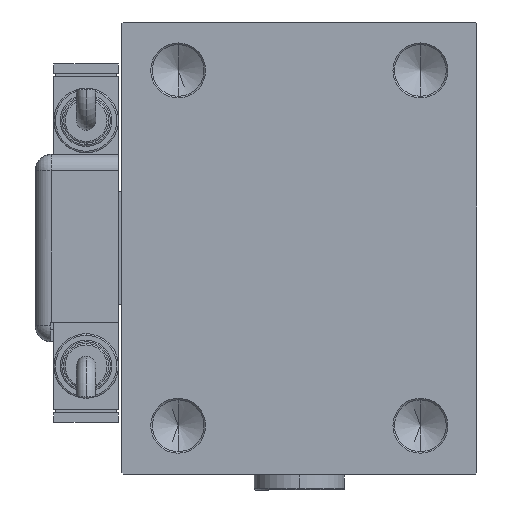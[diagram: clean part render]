
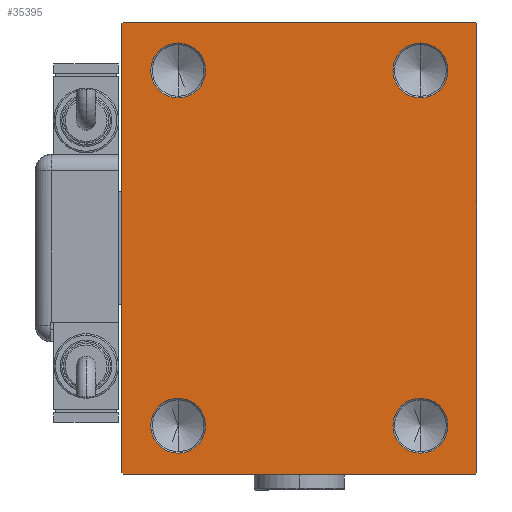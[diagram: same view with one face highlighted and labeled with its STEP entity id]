
A CAD part, left-side view. The second image highlights one B-rep face of the part: STEP entity #35395.
In plain terms, the highlighted face is planar.
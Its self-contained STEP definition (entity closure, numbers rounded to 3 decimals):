
#34 = DIRECTION ( 'NONE',  ( 1., 0., 0. ) ) ;
#258 = AXIS2_PLACEMENT_3D ( 'NONE', #14568, #19128, #4525 ) ;
#284 = CARTESIAN_POINT ( 'NONE',  ( 213., -54.5, -70. ) ) ;
#1335 = DIRECTION ( 'NONE',  ( 1., 0., 0. ) ) ;
#1514 = CIRCLE ( 'NONE', #46069, 8.5 ) ;
#1568 = CARTESIAN_POINT ( 'NONE',  ( 213., 37.5, -63.5 ) ) ;
#2885 = DIRECTION ( 'NONE',  ( 0., 0., -1. ) ) ;
#2984 = CIRCLE ( 'NONE', #62005, 8.5 ) ;
#3105 = CARTESIAN_POINT ( 'NONE',  ( 213., 37.5, -46.5 ) ) ;
#3566 = VERTEX_POINT ( 'NONE', #11169 ) ;
#3634 = DIRECTION ( 'NONE',  ( 0., 0., 1. ) ) ;
#3926 = ORIENTED_EDGE ( 'NONE', *, *, #30109, .T. ) ;
#4525 = DIRECTION ( 'NONE',  ( 0., 0., -1. ) ) ;
#4536 = CARTESIAN_POINT ( 'NONE',  ( 213., -55., -70. ) ) ;
#4649 = LINE ( 'NONE', #25066, #29997 ) ;
#5335 = DIRECTION ( 'NONE',  ( 0., 0., -1. ) ) ;
#5643 = CARTESIAN_POINT ( 'NONE',  ( 213., 0., 0. ) ) ;
#6388 = EDGE_CURVE ( 'NONE', #44304, #7324, #24517, .T. ) ;
#6881 = CARTESIAN_POINT ( 'NONE',  ( 213., 62.25, 62.25 ) ) ;
#7324 = VERTEX_POINT ( 'NONE', #284 ) ;
#7355 = CARTESIAN_POINT ( 'NONE',  ( 213., -37.5, 63.5 ) ) ;
#7640 = EDGE_LOOP ( 'NONE', ( #52296, #17410 ) ) ;
#8157 = CARTESIAN_POINT ( 'NONE',  ( 213., 55., -70. ) ) ;
#8483 = VECTOR ( 'NONE', #50670, 1000. ) ;
#9823 = DIRECTION ( 'NONE',  ( 0., -0.707, -0.707 ) ) ;
#9915 = VERTEX_POINT ( 'NONE', #57798 ) ;
#10190 = FACE_BOUND ( 'NONE', #61779, .T. ) ;
#10492 = VERTEX_POINT ( 'NONE', #1568 ) ;
#11169 = CARTESIAN_POINT ( 'NONE',  ( 213., 55., 69.5 ) ) ;
#11440 = DIRECTION ( 'NONE',  ( 1., 0., 0. ) ) ;
#11576 = ORIENTED_EDGE ( 'NONE', *, *, #59427, .F. ) ;
#11641 = VERTEX_POINT ( 'NONE', #45289 ) ;
#11869 = ORIENTED_EDGE ( 'NONE', *, *, #63207, .F. ) ;
#12838 = EDGE_LOOP ( 'NONE', ( #11869, #20437 ) ) ;
#13212 = LINE ( 'NONE', #46926, #29862 ) ;
#13546 = DIRECTION ( 'NONE',  ( 1., 0., 0. ) ) ;
#13738 = EDGE_CURVE ( 'NONE', #43724, #9915, #62341, .T. ) ;
#13903 = CARTESIAN_POINT ( 'NONE',  ( 213., 37.5, -55. ) ) ;
#14170 = EDGE_CURVE ( 'NONE', #49820, #47762, #56079, .T. ) ;
#14259 = EDGE_CURVE ( 'NONE', #3566, #36175, #51299, .T. ) ;
#14568 = CARTESIAN_POINT ( 'NONE',  ( 213., 37.5, -55. ) ) ;
#14753 = FACE_BOUND ( 'NONE', #62353, .T. ) ;
#15992 = CARTESIAN_POINT ( 'NONE',  ( 213., -37.5, 55. ) ) ;
#16946 = DIRECTION ( 'NONE',  ( 0., 0., -1. ) ) ;
#17410 = ORIENTED_EDGE ( 'NONE', *, *, #19817, .F. ) ;
#17565 = ORIENTED_EDGE ( 'NONE', *, *, #50481, .F. ) ;
#17804 = DIRECTION ( 'NONE',  ( 1., 0., 0. ) ) ;
#17950 = ORIENTED_EDGE ( 'NONE', *, *, #51202, .T. ) ;
#18297 = LINE ( 'NONE', #41636, #20229 ) ;
#19128 = DIRECTION ( 'NONE',  ( 1., 0., 0. ) ) ;
#19351 = CARTESIAN_POINT ( 'NONE',  ( 213., 62.25, -62.25 ) ) ;
#19647 = CARTESIAN_POINT ( 'NONE',  ( 213., -62.25, -62.25 ) ) ;
#19817 = EDGE_CURVE ( 'NONE', #9915, #43724, #2984, .T. ) ;
#20229 = VECTOR ( 'NONE', #31897, 1000. ) ;
#20437 = ORIENTED_EDGE ( 'NONE', *, *, #37200, .F. ) ;
#21505 = CARTESIAN_POINT ( 'NONE',  ( 213., -55., 69.5 ) ) ;
#21641 = DIRECTION ( 'NONE',  ( 0., 0., -1. ) ) ;
#21663 = EDGE_CURVE ( 'NONE', #46815, #43879, #4649, .T. ) ;
#23291 = DIRECTION ( 'NONE',  ( 0., 0., -1. ) ) ;
#24517 = LINE ( 'NONE', #19647, #53642 ) ;
#24523 = VERTEX_POINT ( 'NONE', #54670 ) ;
#25066 = CARTESIAN_POINT ( 'NONE',  ( 213., -62.25, 62.25 ) ) ;
#25395 = EDGE_CURVE ( 'NONE', #7324, #24523, #48960, .T. ) ;
#28268 = LINE ( 'NONE', #8157, #38520 ) ;
#28332 = VECTOR ( 'NONE', #40061, 1000. ) ;
#29246 = EDGE_CURVE ( 'NONE', #58210, #11641, #49839, .T. ) ;
#29862 = VECTOR ( 'NONE', #37527, 1000. ) ;
#29970 = PLANE ( 'NONE',  #40793 ) ;
#29997 = VECTOR ( 'NONE', #9823, 1000. ) ;
#30021 = LINE ( 'NONE', #19351, #28332 ) ;
#30109 = EDGE_CURVE ( 'NONE', #47519, #3566, #28268, .T. ) ;
#31310 = CARTESIAN_POINT ( 'NONE',  ( 213., 37.5, 63.5 ) ) ;
#31897 = DIRECTION ( 'NONE',  ( 0., 0., -1. ) ) ;
#32152 = AXIS2_PLACEMENT_3D ( 'NONE', #60011, #1335, #44495 ) ;
#32690 = ORIENTED_EDGE ( 'NONE', *, *, #34559, .T. ) ;
#32756 = ORIENTED_EDGE ( 'NONE', *, *, #21663, .T. ) ;
#34526 = FACE_OUTER_BOUND ( 'NONE', #58694, .T. ) ;
#34559 = EDGE_CURVE ( 'NONE', #24523, #47519, #30021, .T. ) ;
#34777 = ORIENTED_EDGE ( 'NONE', *, *, #6388, .T. ) ;
#35395 = ADVANCED_FACE ( 'NONE', ( #40332, #10190, #14753, #60099, #34526 ), #29970, .T. ) ;
#36175 = VERTEX_POINT ( 'NONE', #60574 ) ;
#36366 = DIRECTION ( 'NONE',  ( 1., 0., 0. ) ) ;
#37200 = EDGE_CURVE ( 'NONE', #10492, #43804, #1514, .T. ) ;
#37488 = AXIS2_PLACEMENT_3D ( 'NONE', #15992, #11440, #16946 ) ;
#37527 = DIRECTION ( 'NONE',  ( 0., -1., 0. ) ) ;
#37878 = EDGE_CURVE ( 'NONE', #43879, #44304, #18297, .T. ) ;
#38503 = CARTESIAN_POINT ( 'NONE',  ( 213., 37.5, 55. ) ) ;
#38520 = VECTOR ( 'NONE', #3634, 1000. ) ;
#39187 = CARTESIAN_POINT ( 'NONE',  ( 213., -54.5, 70. ) ) ;
#39853 = ORIENTED_EDGE ( 'NONE', *, *, #37878, .T. ) ;
#40061 = DIRECTION ( 'NONE',  ( 0., 0.707, 0.707 ) ) ;
#40332 = FACE_BOUND ( 'NONE', #7640, .T. ) ;
#40579 = ORIENTED_EDGE ( 'NONE', *, *, #14170, .F. ) ;
#40793 = AXIS2_PLACEMENT_3D ( 'NONE', #5643, #49746, #5335 ) ;
#41456 = CIRCLE ( 'NONE', #32152, 8.5 ) ;
#41636 = CARTESIAN_POINT ( 'NONE',  ( 213., -55., 70. ) ) ;
#42595 = VECTOR ( 'NONE', #54120, 1000. ) ;
#42637 = AXIS2_PLACEMENT_3D ( 'NONE', #38503, #13546, #23291 ) ;
#43295 = ORIENTED_EDGE ( 'NONE', *, *, #14259, .T. ) ;
#43724 = VERTEX_POINT ( 'NONE', #31310 ) ;
#43804 = VERTEX_POINT ( 'NONE', #3105 ) ;
#43879 = VERTEX_POINT ( 'NONE', #21505 ) ;
#43880 = ORIENTED_EDGE ( 'NONE', *, *, #25395, .T. ) ;
#44304 = VERTEX_POINT ( 'NONE', #47932 ) ;
#44495 = DIRECTION ( 'NONE',  ( 0., 0., -1. ) ) ;
#44541 = CARTESIAN_POINT ( 'NONE',  ( 213., -37.5, 46.5 ) ) ;
#45289 = CARTESIAN_POINT ( 'NONE',  ( 213., -37.5, -46.5 ) ) ;
#46069 = AXIS2_PLACEMENT_3D ( 'NONE', #13903, #17804, #2885 ) ;
#46093 = CARTESIAN_POINT ( 'NONE',  ( 213., 37.5, 55. ) ) ;
#46363 = CIRCLE ( 'NONE', #53651, 8.5 ) ;
#46815 = VERTEX_POINT ( 'NONE', #39187 ) ;
#46915 = CARTESIAN_POINT ( 'NONE',  ( 213., -37.5, 55. ) ) ;
#46926 = CARTESIAN_POINT ( 'NONE',  ( 213., 55., 70. ) ) ;
#47519 = VERTEX_POINT ( 'NONE', #54728 ) ;
#47762 = VERTEX_POINT ( 'NONE', #7355 ) ;
#47932 = CARTESIAN_POINT ( 'NONE',  ( 213., -55., -69.5 ) ) ;
#48840 = AXIS2_PLACEMENT_3D ( 'NONE', #63887, #34, #59030 ) ;
#48960 = LINE ( 'NONE', #4536, #42595 ) ;
#49746 = DIRECTION ( 'NONE',  ( 1., 0., 0. ) ) ;
#49820 = VERTEX_POINT ( 'NONE', #44541 ) ;
#49839 = CIRCLE ( 'NONE', #48840, 8.5 ) ;
#50481 = EDGE_CURVE ( 'NONE', #47762, #49820, #46363, .T. ) ;
#50670 = DIRECTION ( 'NONE',  ( 0., -0.707, 0.707 ) ) ;
#51202 = EDGE_CURVE ( 'NONE', #36175, #46815, #13212, .T. ) ;
#51299 = LINE ( 'NONE', #6881, #8483 ) ;
#52296 = ORIENTED_EDGE ( 'NONE', *, *, #13738, .F. ) ;
#53642 = VECTOR ( 'NONE', #59188, 1000. ) ;
#53651 = AXIS2_PLACEMENT_3D ( 'NONE', #46915, #56625, #21641 ) ;
#54120 = DIRECTION ( 'NONE',  ( 0., 1., 0. ) ) ;
#54670 = CARTESIAN_POINT ( 'NONE',  ( 213., 54.5, -70. ) ) ;
#54728 = CARTESIAN_POINT ( 'NONE',  ( 213., 55., -69.5 ) ) ;
#56079 = CIRCLE ( 'NONE', #37488, 8.5 ) ;
#56126 = CIRCLE ( 'NONE', #258, 8.5 ) ;
#56146 = DIRECTION ( 'NONE',  ( 0., 0., -1. ) ) ;
#56566 = CARTESIAN_POINT ( 'NONE',  ( 213., -37.5, -63.5 ) ) ;
#56625 = DIRECTION ( 'NONE',  ( 1., 0., 0. ) ) ;
#57798 = CARTESIAN_POINT ( 'NONE',  ( 213., 37.5, 46.5 ) ) ;
#58210 = VERTEX_POINT ( 'NONE', #56566 ) ;
#58694 = EDGE_LOOP ( 'NONE', ( #17950, #32756, #39853, #34777, #43880, #32690, #3926, #43295 ) ) ;
#59030 = DIRECTION ( 'NONE',  ( 0., 0., -1. ) ) ;
#59188 = DIRECTION ( 'NONE',  ( 0., 0.707, -0.707 ) ) ;
#59427 = EDGE_CURVE ( 'NONE', #11641, #58210, #41456, .T. ) ;
#59878 = ORIENTED_EDGE ( 'NONE', *, *, #29246, .F. ) ;
#60011 = CARTESIAN_POINT ( 'NONE',  ( 213., -37.5, -55. ) ) ;
#60099 = FACE_BOUND ( 'NONE', #12838, .T. ) ;
#60574 = CARTESIAN_POINT ( 'NONE',  ( 213., 54.5, 70. ) ) ;
#61779 = EDGE_LOOP ( 'NONE', ( #17565, #40579 ) ) ;
#62005 = AXIS2_PLACEMENT_3D ( 'NONE', #46093, #36366, #56146 ) ;
#62341 = CIRCLE ( 'NONE', #42637, 8.5 ) ;
#62353 = EDGE_LOOP ( 'NONE', ( #11576, #59878 ) ) ;
#63207 = EDGE_CURVE ( 'NONE', #43804, #10492, #56126, .T. ) ;
#63887 = CARTESIAN_POINT ( 'NONE',  ( 213., -37.5, -55. ) ) ;
